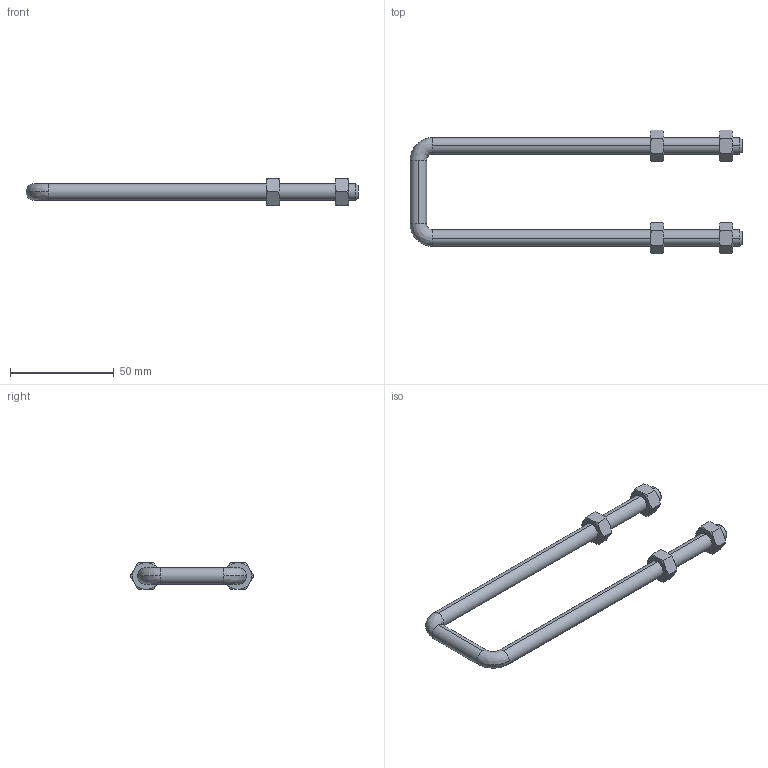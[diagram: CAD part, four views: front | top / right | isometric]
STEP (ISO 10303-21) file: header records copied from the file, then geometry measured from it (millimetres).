
FILE_DESCRIPTION (( 'STEP AP214' ), '1' );
FILE_NAME ('GH-40341-LUBSS.STEP', '2018-07-16T01:45:23', ( 'LinWei' ), ( '' ), 'SwSTEP 2.0', 'SolidWorks 2016', '' );
FILE_SCHEMA (( 'AUTOMOTIVE_DESIGN' ));
Length unit declared in the file: millimetre
Products named in the file (3): Hexagon Nut_2_JIS_JIS B 1181 Hexagon nut - Class 2 Finished M8 --N; 14034144_160; GH-40341-LUBSS
Assembly tree (5 placements, depth 2):
  GH-40341-LUBSS
    14034144_160
    Hexagon Nut_2_JIS_JIS B 1181 Hexagon nut - Class 2 Finished M8 --N  x4
Bounding box: 160 x 59.51 x 13 mm (x, y, z)
Volume: 20412 mm3; surface area: 11382.6 mm2
Topology: 5 solids, 5 shells, 132 faces, 294 edges, 172 vertices
Faces by surface type: cone 72, plane 34, cylinder 22, bspline 4
Entity records: 1515 total; most frequent: CARTESIAN_POINT 396, DIRECTION 229, ORIENTED_EDGE 204, AXIS2_PLACEMENT_3D 102, EDGE_CURVE 102, VERTEX_POINT 61, CIRCLE 53, EDGE_LOOP 47
